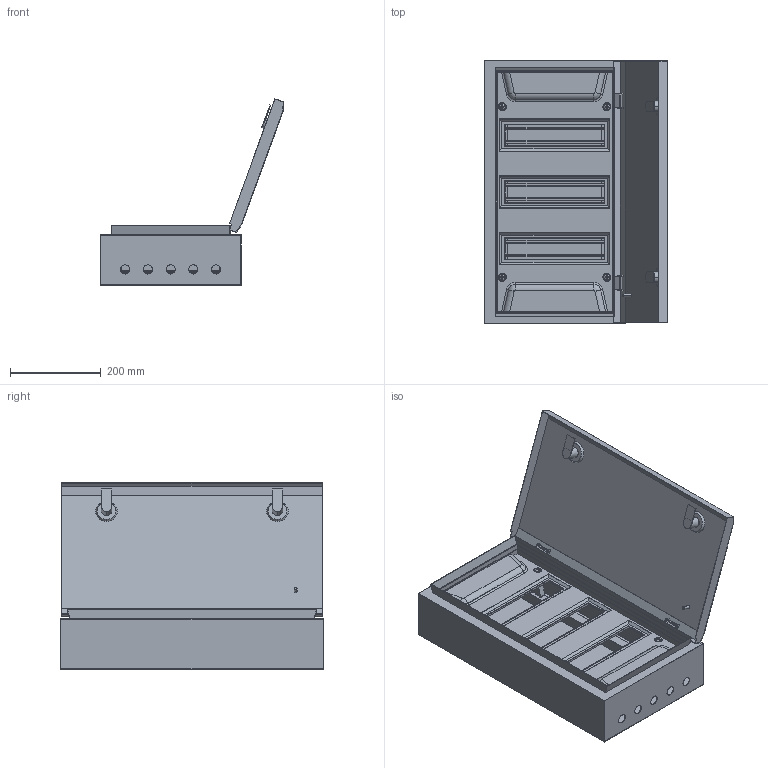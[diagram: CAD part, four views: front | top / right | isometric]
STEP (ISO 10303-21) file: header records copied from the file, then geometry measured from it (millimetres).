
FILE_DESCRIPTION (( 'STEP AP214' ), '1' );
FILE_NAME ('ShRN_36_PRO_IP54.STEP', '2016-09-23T09:43:06', ( 'user' ), ( '' ), 'SwSTEP 2.0', 'SolidWorks 2014', '' );
FILE_SCHEMA (( 'AUTOMOTIVE_DESIGN' ));
Length unit declared in the file: millimetre
Products named in the file (11): Klipsa; Stoika pan; Obolochka_SHRN_PRO_54_36; Panel_ShRN-36; DIN-Reika_18 ｢箘ｬ箘｢; ShRN_36_PRO_IP54; Stoika Shin_‘â®©ª  ¤«ï è¨­; Support; Panel_36; Dver_PRO_54_36; SC GOST 17473_gost_‚¨­â A.M5x10 ƒŽ‘’ 17473-80
Assembly tree (25 placements, depth 3):
  ShRN_36_PRO_IP54
    Obolochka_SHRN_PRO_54_36
    Dver_PRO_54_36
    DIN-Reika_18 ｢箘ｬ箘｢  x3
    Panel_36
      Panel_ShRN-36
      Klipsa  x4
      Stoika pan  x4
    SC GOST 17473_gost_‚¨­â A.M5x10 ƒŽ‘’ 17473-80  x6
    Stoika Shin_‘â®©ª  ¤«ï è¨­  x2
    Support  x2
Bounding box: 404.19 x 579 x 410.81 mm (x, y, z)
Volume: 1096785.5 mm3; surface area: 1893310.5 mm2
Topology: 24 solids, 24 shells, 1533 faces, 3864 edges, 2408 vertices
Faces by surface type: plane 833, cylinder 362, bspline 146, torus 84, cone 56, sphere 52
Entity records: 24795 total; most frequent: CARTESIAN_POINT 5455, ORIENTED_EDGE 3922, DIRECTION 3872, EDGE_CURVE 1961, AXIS2_PLACEMENT_3D 1300, VECTOR 1272, LINE 1272, VERTEX_POINT 1257
